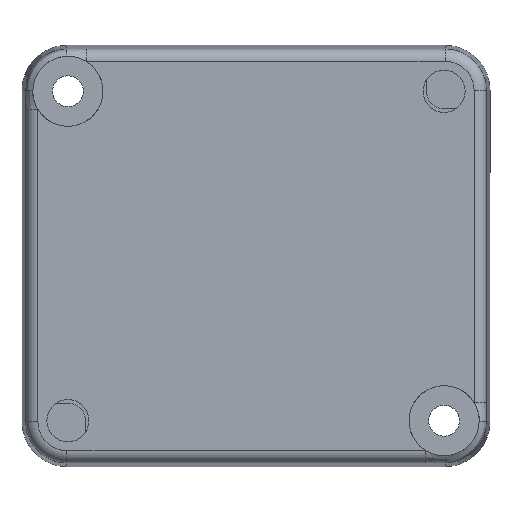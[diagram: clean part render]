
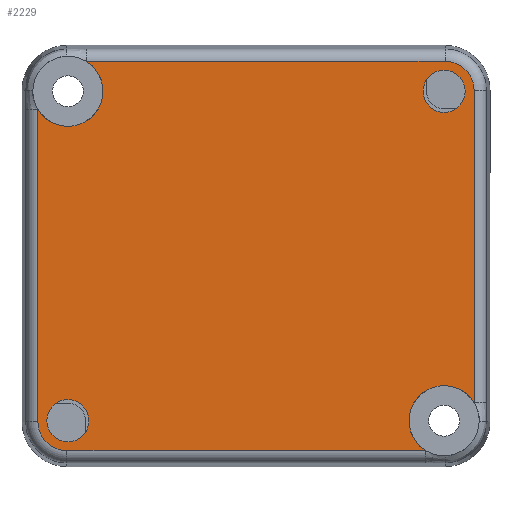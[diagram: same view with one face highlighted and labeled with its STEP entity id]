
A CAD part, front view. The second image highlights one B-rep face of the part: STEP entity #2229.
In plain terms, the highlighted planar face has unit normal (0, -1, 0).
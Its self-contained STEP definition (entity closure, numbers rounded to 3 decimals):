
#1792 = VERTEX_POINT ( 'NONE', #5929 ) ;
#1793 = VERTEX_POINT ( 'NONE', #5933 ) ;
#1849 = EDGE_CURVE ( 'NONE', #1871, #1860, #6148, .T. ) ;
#1860 = VERTEX_POINT ( 'NONE', #6187 ) ;
#1867 = EDGE_CURVE ( 'NONE', #1792, #1793, #6173, .T. ) ;
#1871 = VERTEX_POINT ( 'NONE', #6192 ) ;
#1877 = VERTEX_POINT ( 'NONE', #6231 ) ;
#1878 = VERTEX_POINT ( 'NONE', #6223 ) ;
#1916 = EDGE_CURVE ( 'NONE', #1933, #1937, #5544, .T. ) ;
#1933 = VERTEX_POINT ( 'NONE', #6310 ) ;
#1937 = VERTEX_POINT ( 'NONE', #6295 ) ;
#1952 = EDGE_CURVE ( 'NONE', #1877, #1878, #6323, .T. ) ;
#2226 = ORIENTED_EDGE ( 'NONE', *, *, #1867, .T. ) ;
#2227 = VERTEX_POINT ( 'NONE', #6891 ) ;
#2228 = VERTEX_POINT ( 'NONE', #6890 ) ;
#2229 = ADVANCED_FACE ( 'NONE', ( #6889, #6845, #6897 ), #6902, .F. ) ;
#2230 = VERTEX_POINT ( 'NONE', #6888 ) ;
#2231 = ORIENTED_EDGE ( 'NONE', *, *, #1849, .T. ) ;
#2232 = EDGE_CURVE ( 'NONE', #1860, #2228, #6887, .T. ) ;
#2233 = EDGE_CURVE ( 'NONE', #2228, #2313, #6898, .T. ) ;
#2234 = ORIENTED_EDGE ( 'NONE', *, *, #2309, .T. ) ;
#2235 = ORIENTED_EDGE ( 'NONE', *, *, #2304, .T. ) ;
#2236 = ORIENTED_EDGE ( 'NONE', *, *, #2233, .T. ) ;
#2237 = EDGE_CURVE ( 'NONE', #2313, #1792, #6884, .T. ) ;
#2238 = EDGE_CURVE ( 'NONE', #1793, #2303, #6874, .T. ) ;
#2247 = EDGE_LOOP ( 'NONE', ( #2287, #2289 ) ) ;
#2248 = EDGE_LOOP ( 'NONE', ( #2268, #2231, #2251, #2236, #2299, #2226, #2301, #2235, #2305, #2234 ) ) ;
#2250 = EDGE_CURVE ( 'NONE', #2227, #1871, #6879, .T. ) ;
#2251 = ORIENTED_EDGE ( 'NONE', *, *, #2232, .T. ) ;
#2268 = ORIENTED_EDGE ( 'NONE', *, *, #2250, .T. ) ;
#2287 = ORIENTED_EDGE ( 'NONE', *, *, #2310, .T. ) ;
#2289 = ORIENTED_EDGE ( 'NONE', *, *, #1952, .T. ) ;
#2292 = EDGE_CURVE ( 'NONE', #1937, #1933, #7017, .T. ) ;
#2299 = ORIENTED_EDGE ( 'NONE', *, *, #2237, .T. ) ;
#2300 = VERTEX_POINT ( 'NONE', #6998 ) ;
#2301 = ORIENTED_EDGE ( 'NONE', *, *, #2238, .T. ) ;
#2303 = VERTEX_POINT ( 'NONE', #6992 ) ;
#2304 = EDGE_CURVE ( 'NONE', #2303, #2300, #5545, .T. ) ;
#2305 = ORIENTED_EDGE ( 'NONE', *, *, #2306, .T. ) ;
#2306 = EDGE_CURVE ( 'NONE', #2300, #2230, #5524, .T. ) ;
#2307 = ORIENTED_EDGE ( 'NONE', *, *, #2292, .T. ) ;
#2309 = EDGE_CURVE ( 'NONE', #2230, #2227, #6001, .T. ) ;
#2310 = EDGE_CURVE ( 'NONE', #1878, #1877, #6513, .T. ) ;
#2311 = ORIENTED_EDGE ( 'NONE', *, *, #1916, .T. ) ;
#2312 = EDGE_LOOP ( 'NONE', ( #2307, #2311 ) ) ;
#2313 = VERTEX_POINT ( 'NONE', #7054 ) ;
#5244 = DIRECTION ( 'NONE',  ( 0., 0., 1. ) ) ;
#5524 = CIRCLE ( 'NONE', #6007, 3.104 ) ;
#5541 = DIRECTION ( 'NONE',  ( 0., 1., 0. ) ) ;
#5542 = CARTESIAN_POINT ( 'NONE',  ( -20.1, -24., -17.6 ) ) ;
#5543 = AXIS2_PLACEMENT_3D ( 'NONE', #5542, #5541, #5244 ) ;
#5544 = CIRCLE ( 'NONE', #5543, 2.25 ) ;
#5545 = LINE ( 'NONE', #6543, #6519 ) ;
#5929 = CARTESIAN_POINT ( 'NONE',  ( 18.151, -24., -20.804 ) ) ;
#5933 = CARTESIAN_POINT ( 'NONE',  ( 20.1, -24., -13.85 ) ) ;
#5999 = DIRECTION ( 'NONE',  ( 0., -1., 0. ) ) ;
#6000 = CARTESIAN_POINT ( 'NONE',  ( 20.2, -24., 17.7 ) ) ;
#6001 = LINE ( 'NONE', #6512, #6515 ) ;
#6002 = DIRECTION ( 'NONE',  ( 0., 0., 1. ) ) ;
#6007 = AXIS2_PLACEMENT_3D ( 'NONE', #6000, #5999, #6002 ) ;
#6139 = DIRECTION ( 'NONE',  ( 0., 0., 1. ) ) ;
#6140 = DIRECTION ( 'NONE',  ( 0., 1., 0. ) ) ;
#6141 = CARTESIAN_POINT ( 'NONE',  ( -20.1, -24., 17.6 ) ) ;
#6148 = CIRCLE ( 'NONE', #6150, 3.75 ) ;
#6150 = AXIS2_PLACEMENT_3D ( 'NONE', #6141, #6140, #6139 ) ;
#6170 = DIRECTION ( 'NONE',  ( 0., 0., 1. ) ) ;
#6171 = DIRECTION ( 'NONE',  ( 0., 1., 0. ) ) ;
#6172 = AXIS2_PLACEMENT_3D ( 'NONE', #6191, #6171, #6170 ) ;
#6173 = CIRCLE ( 'NONE', #6172, 3.75 ) ;
#6187 = CARTESIAN_POINT ( 'NONE',  ( -23.304, -24., 15.651 ) ) ;
#6191 = CARTESIAN_POINT ( 'NONE',  ( 20.1, -24., -17.6 ) ) ;
#6192 = CARTESIAN_POINT ( 'NONE',  ( -20.1, -24., 13.85 ) ) ;
#6223 = CARTESIAN_POINT ( 'NONE',  ( 20.1, -24., 19.85 ) ) ;
#6231 = CARTESIAN_POINT ( 'NONE',  ( 20.1, -24., 15.35 ) ) ;
#6295 = CARTESIAN_POINT ( 'NONE',  ( -20.1, -24., -15.35 ) ) ;
#6310 = CARTESIAN_POINT ( 'NONE',  ( -20.1, -24., -19.85 ) ) ;
#6323 = CIRCLE ( 'NONE', #6333, 2.25 ) ;
#6329 = CARTESIAN_POINT ( 'NONE',  ( 20.1, -24., 17.6 ) ) ;
#6333 = AXIS2_PLACEMENT_3D ( 'NONE', #6329, #6385, #6384 ) ;
#6384 = DIRECTION ( 'NONE',  ( 0., 0., 1. ) ) ;
#6385 = DIRECTION ( 'NONE',  ( 0., 1., 0. ) ) ;
#6507 = DIRECTION ( 'NONE',  ( 0., 0., 1. ) ) ;
#6512 = CARTESIAN_POINT ( 'NONE',  ( -20.2, -24., 20.804 ) ) ;
#6513 = CIRCLE ( 'NONE', #6518, 2.25 ) ;
#6515 = VECTOR ( 'NONE', #6531, 1000. ) ;
#6518 = AXIS2_PLACEMENT_3D ( 'NONE', #6521, #6520, #6775 ) ;
#6519 = VECTOR ( 'NONE', #6507, 1000. ) ;
#6520 = DIRECTION ( 'NONE',  ( 0., 1., 0. ) ) ;
#6521 = CARTESIAN_POINT ( 'NONE',  ( 20.1, -24., 17.6 ) ) ;
#6531 = DIRECTION ( 'NONE',  ( -1., 0., 0. ) ) ;
#6543 = CARTESIAN_POINT ( 'NONE',  ( 23.304, -24., 17.7 ) ) ;
#6775 = DIRECTION ( 'NONE',  ( 0., 0., 1. ) ) ;
#6845 = FACE_BOUND ( 'NONE', #2247, .T. ) ;
#6846 = DIRECTION ( 'NONE',  ( 0., 0., 1. ) ) ;
#6872 = VECTOR ( 'NONE', #6931, 1000. ) ;
#6873 = CARTESIAN_POINT ( 'NONE',  ( 20.2, -24., -20.804 ) ) ;
#6874 = CIRCLE ( 'NONE', #6883, 3.75 ) ;
#6875 = DIRECTION ( 'NONE',  ( 0., 0., 1. ) ) ;
#6876 = DIRECTION ( 'NONE',  ( 0., -1., 0. ) ) ;
#6877 = CARTESIAN_POINT ( 'NONE',  ( -20.2, -24., -17.7 ) ) ;
#6878 = AXIS2_PLACEMENT_3D ( 'NONE', #6877, #6876, #6875 ) ;
#6879 = CIRCLE ( 'NONE', #6904, 3.75 ) ;
#6880 = DIRECTION ( 'NONE',  ( 0., 0., -1. ) ) ;
#6881 = VECTOR ( 'NONE', #6880, 1000. ) ;
#6882 = CARTESIAN_POINT ( 'NONE',  ( -23.304, -24., -17.7 ) ) ;
#6883 = AXIS2_PLACEMENT_3D ( 'NONE', #6929, #6928, #6927 ) ;
#6884 = LINE ( 'NONE', #6873, #6872 ) ;
#6886 = AXIS2_PLACEMENT_3D ( 'NONE', #6896, #6895, #6846 ) ;
#6887 = LINE ( 'NONE', #6882, #6881 ) ;
#6888 = CARTESIAN_POINT ( 'NONE',  ( 20.2, -24., 20.804 ) ) ;
#6889 = FACE_OUTER_BOUND ( 'NONE', #2248, .T. ) ;
#6890 = CARTESIAN_POINT ( 'NONE',  ( -23.304, -24., -17.7 ) ) ;
#6891 = CARTESIAN_POINT ( 'NONE',  ( -18.151, -24., 20.804 ) ) ;
#6895 = DIRECTION ( 'NONE',  ( 0., 1., 0. ) ) ;
#6896 = CARTESIAN_POINT ( 'NONE',  ( -25., -24., 22.5 ) ) ;
#6897 = FACE_BOUND ( 'NONE', #2312, .T. ) ;
#6898 = CIRCLE ( 'NONE', #6878, 3.104 ) ;
#6902 = PLANE ( 'NONE',  #6886 ) ;
#6904 = AXIS2_PLACEMENT_3D ( 'NONE', #6916, #6962, #6961 ) ;
#6916 = CARTESIAN_POINT ( 'NONE',  ( -20.1, -24., 17.6 ) ) ;
#6927 = DIRECTION ( 'NONE',  ( 0., 0., 1. ) ) ;
#6928 = DIRECTION ( 'NONE',  ( 0., 1., 0. ) ) ;
#6929 = CARTESIAN_POINT ( 'NONE',  ( 20.1, -24., -17.6 ) ) ;
#6931 = DIRECTION ( 'NONE',  ( 1., 0., 0. ) ) ;
#6961 = DIRECTION ( 'NONE',  ( 0., 0., 1. ) ) ;
#6962 = DIRECTION ( 'NONE',  ( 0., 1., 0. ) ) ;
#6992 = CARTESIAN_POINT ( 'NONE',  ( 23.304, -24., -15.651 ) ) ;
#6998 = CARTESIAN_POINT ( 'NONE',  ( 23.304, -24., 17.7 ) ) ;
#7003 = DIRECTION ( 'NONE',  ( 0., 0., 1. ) ) ;
#7004 = DIRECTION ( 'NONE',  ( 0., 1., 0. ) ) ;
#7014 = CARTESIAN_POINT ( 'NONE',  ( -20.1, -24., -17.6 ) ) ;
#7017 = CIRCLE ( 'NONE', #7024, 2.25 ) ;
#7024 = AXIS2_PLACEMENT_3D ( 'NONE', #7014, #7004, #7003 ) ;
#7054 = CARTESIAN_POINT ( 'NONE',  ( -20.2, -24., -20.804 ) ) ;
